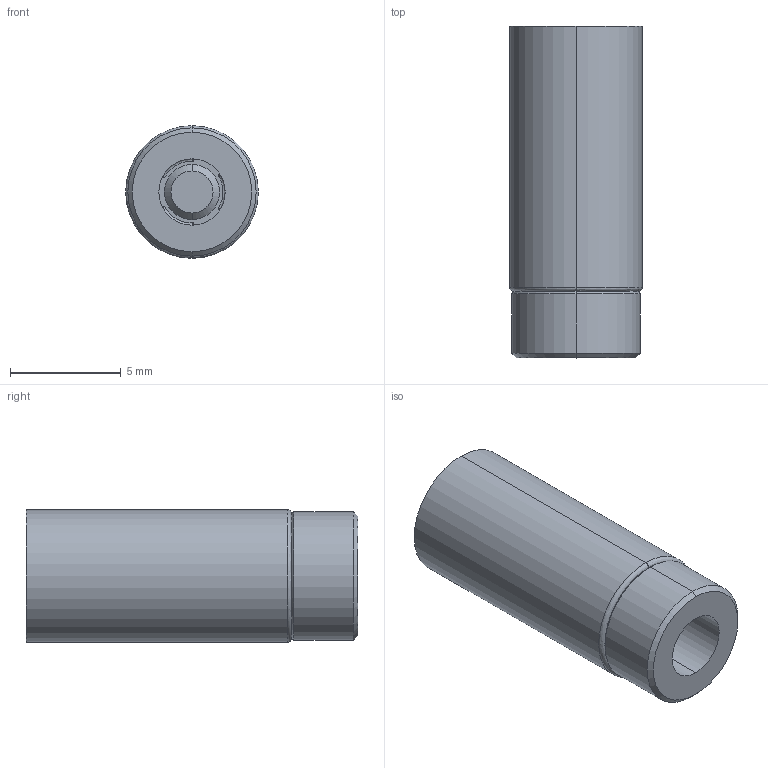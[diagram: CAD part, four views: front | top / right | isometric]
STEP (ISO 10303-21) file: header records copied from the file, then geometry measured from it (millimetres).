
FILE_DESCRIPTION (( 'STEP AP203' ), '1' );
FILE_NAME ('VH06_1.STEP', '2013-04-23T13:11:58', ( 'danic' ), ( '' ), 'SwSTEP 2.0', 'SolidWorks 2011', '' );
FILE_SCHEMA (( 'CONFIG_CONTROL_DESIGN' ));
Length unit declared in the file: millimetre
Products named in the file (1): VH06_1
Bounding box: 6 x 15 x 6 mm (x, y, z)
Volume: 344.1 mm3; surface area: 778.4 mm2
Topology: 4 solids, 4 shells, 126 faces, 300 edges, 186 vertices
Faces by surface type: cylinder 54, plane 42, bspline 16, cone 14
Entity records: 3990 total; most frequent: CARTESIAN_POINT 994, DIRECTION 633, ORIENTED_EDGE 600, EDGE_CURVE 300, AXIS2_PLACEMENT_3D 241, VERTEX_POINT 186, VECTOR 151, LINE 151
